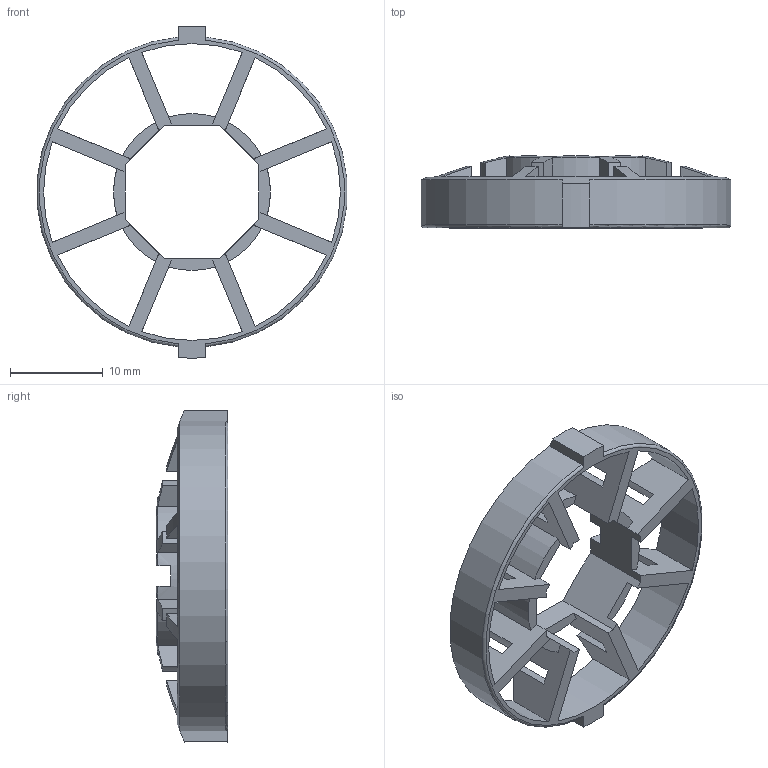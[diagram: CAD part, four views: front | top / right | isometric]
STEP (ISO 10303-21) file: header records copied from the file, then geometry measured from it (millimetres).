
FILE_DESCRIPTION(/* description */ ('Print 2, solid color.'),/* implementation_level */ '2;1');
FILE_NAME(/* name */ '8 Pix Ring.step',/* time_stamp */ '2025-07-21T13:42:48-07:00',/* author */ (''),/* organization */ (''),/* preprocessor_version */ 'ST-DEVELOPER v20.1',/* originating_system */ 'Autodesk Translation Framework v14.10.0.0',/* authorisation */ '');
FILE_SCHEMA (('AUTOMOTIVE_DESIGN { 1 0 10303 214 3 1 1 }'));
Length unit declared in the file: millimetre
Products named in the file (1): 8 Pix Ring
Bounding box: 33.37 x 7.75 x 35.79 mm (x, y, z)
Volume: 1239.1 mm3; surface area: 2819.6 mm2
Topology: 1 solids, 1 shells, 92 faces, 318 edges, 212 vertices
Faces by surface type: plane 51, cylinder 36, sphere 3, torus 2
Entity records: 3594 total; most frequent: CARTESIAN_POINT 659, ORIENTED_EDGE 636, DIRECTION 628, EDGE_CURVE 318, AXIS2_PLACEMENT_3D 221, VERTEX_POINT 212, LINE 186, VECTOR 186
